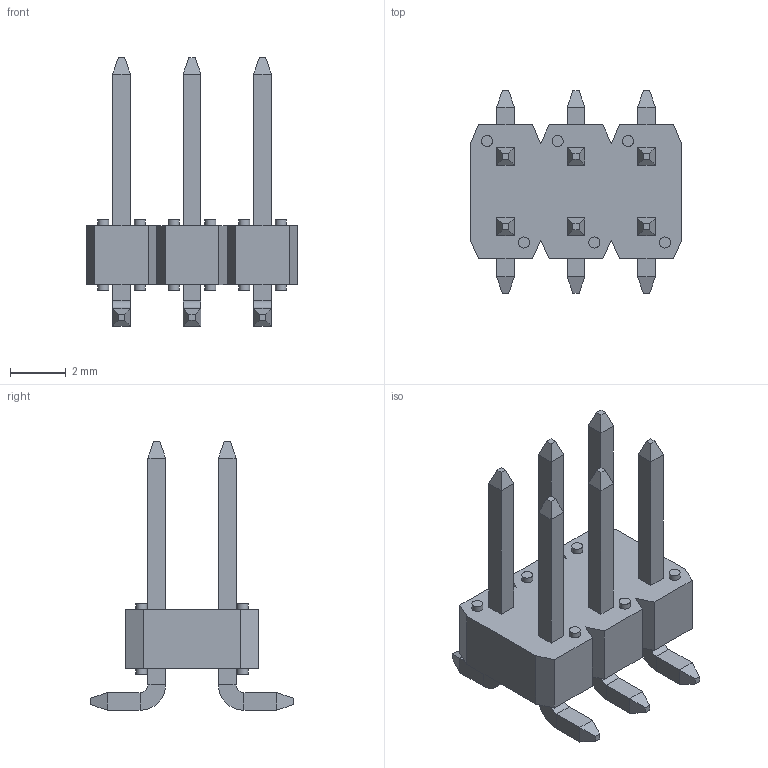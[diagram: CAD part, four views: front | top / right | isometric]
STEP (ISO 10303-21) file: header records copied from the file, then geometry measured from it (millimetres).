
FILE_DESCRIPTION(('FreeCAD Model'),'2;1');
FILE_NAME('Header 3x2 vert 0.1 inch pitch smt.step','2021-09-22T13:37:22',('Author'),(''), 'Open CASCADE STEP processor 7.3','FreeCAD','Unknown');
FILE_SCHEMA(('AUTOMOTIVE_DESIGN { 1 0 10303 214 1 1 1 1 }'));
Length unit declared in the file: millimetre
Products named in the file (1): header_3x2_vert__smt
Bounding box: 7.62 x 7.29 x 9.68 mm (x, y, z)
Volume: 97.5 mm3; surface area: 266.3 mm2
Topology: 1 solids, 1 shells, 202 faces, 432 edges, 256 vertices
Faces by surface type: plane 130, bspline 48, cylinder 24
Full cylindrical faces by diameter (mm): 0.4 x12
Entity records: 12083 total; most frequent: CARTESIAN_POINT 2331, DIRECTION 1342, LINE 912, VECTOR 912, ORIENTED_EDGE 864, PCURVE 864, DEFINITIONAL_REPRESENTATION 864, EDGE_CURVE 432
